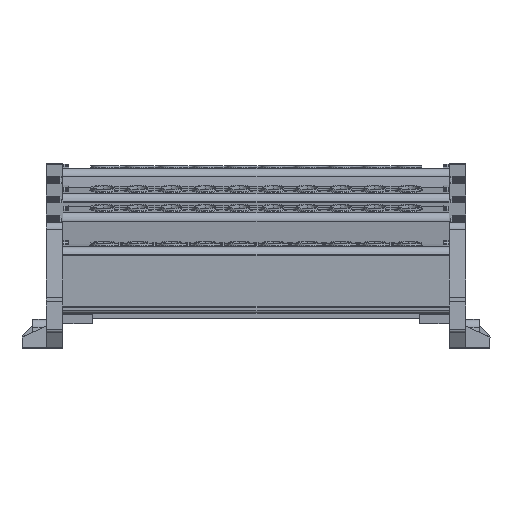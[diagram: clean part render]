
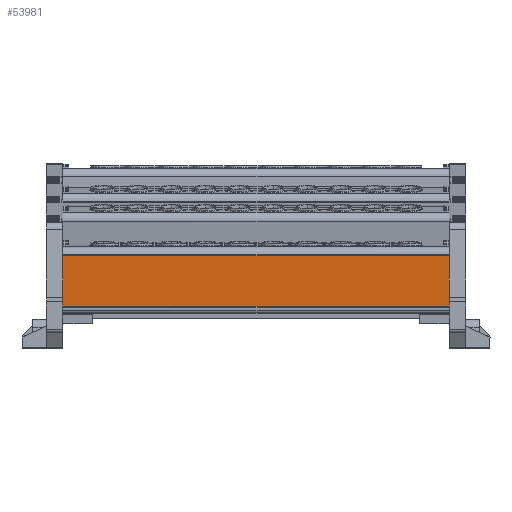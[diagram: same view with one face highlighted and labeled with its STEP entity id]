
A CAD part, top view. The second image highlights one B-rep face of the part: STEP entity #53981.
In plain terms, the highlighted planar face has unit normal (0, -0.07, 0.998).
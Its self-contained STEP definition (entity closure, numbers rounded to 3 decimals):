
#20660 = CARTESIAN_POINT ( 'NONE',  ( -1413.91, 702.616, 2358.861 ) ) ;
#20685 = CARTESIAN_POINT ( 'NONE',  ( -1413.91, 709.231, 2359.324 ) ) ;
#20698 = CARTESIAN_POINT ( 'NONE',  ( -1413.91, 696.002, 2358.399 ) ) ;
#20709 = CARTESIAN_POINT ( 'NONE',  ( -1413.91, 715.846, 2359.787 ) ) ;
#53981 = ADVANCED_FACE ( 'NONE', ( #78460 ), #78454, .T. ) ;
#55575 = VECTOR ( 'NONE', #117636, 1000. ) ;
#57001 = AXIS2_PLACEMENT_3D ( 'NONE', #78428, #78437, #78485 ) ;
#58631 = VERTEX_POINT ( 'NONE', #99600 ) ;
#58655 = VERTEX_POINT ( 'NONE', #99602 ) ;
#71010 = CARTESIAN_POINT ( 'NONE',  ( -1271.31, 696.002, 2358.399 ) ) ;
#71069 = CARTESIAN_POINT ( 'NONE',  ( -1413.91, 696.002, 2358.399 ) ) ;
#78428 = CARTESIAN_POINT ( 'NONE',  ( -1303.282, 707.502, 2359.203 ) ) ;
#78437 = DIRECTION ( 'NONE',  ( 0., -0.07, 0.998 ) ) ;
#78454 = PLANE ( 'NONE',  #57001 ) ;
#78460 = FACE_OUTER_BOUND ( 'NONE', #178876, .T. ) ;
#78485 = DIRECTION ( 'NONE',  ( 0., -0.998, -0.07 ) ) ;
#80251 = VECTOR ( 'NONE', #82928, 1000. ) ;
#82855 = CARTESIAN_POINT ( 'NONE',  ( -1303.282, 715.846, 2359.787 ) ) ;
#82926 = LINE ( 'NONE', #82855, #80251 ) ;
#82928 = DIRECTION ( 'NONE',  ( 1., 0., 0. ) ) ;
#84738 = EDGE_CURVE ( 'NONE', #150670, #150522, #117675, .T. ) ;
#87435 = EDGE_CURVE ( 'NONE', #150522, #58631, #125778, .T. ) ;
#97359 = EDGE_CURVE ( 'NONE', #150670, #58655, #122738, .T. ) ;
#99600 = CARTESIAN_POINT ( 'NONE',  ( -1271.31, 715.846, 2359.787 ) ) ;
#99602 = CARTESIAN_POINT ( 'NONE',  ( -1413.91, 715.846, 2359.787 ) ) ;
#117636 = DIRECTION ( 'NONE',  ( 1., 0., 0. ) ) ;
#117675 = LINE ( 'NONE', #117683, #55575 ) ;
#117683 = CARTESIAN_POINT ( 'NONE',  ( -1303.282, 696.002, 2358.399 ) ) ;
#122738 = B_SPLINE_CURVE_WITH_KNOTS ( 'NONE', 3,
 ( #20698, #20660, #20685, #20709 ),
 .UNSPECIFIED., .F., .F.,
 ( 4, 4 ),
 ( 0., 1. ),
 .UNSPECIFIED. ) ;
#123332 = ORIENTED_EDGE ( 'NONE', *, *, #87435, .T. ) ;
#123362 = ORIENTED_EDGE ( 'NONE', *, *, #97359, .F. ) ;
#123399 = ORIENTED_EDGE ( 'NONE', *, *, #181306, .F. ) ;
#123470 = ORIENTED_EDGE ( 'NONE', *, *, #84738, .T. ) ;
#125778 = B_SPLINE_CURVE_WITH_KNOTS ( 'NONE', 3,
 ( #174588, #174626, #174593, #174633 ),
 .UNSPECIFIED., .F., .F.,
 ( 4, 4 ),
 ( 0., 1. ),
 .UNSPECIFIED. ) ;
#150522 = VERTEX_POINT ( 'NONE', #71010 ) ;
#150670 = VERTEX_POINT ( 'NONE', #71069 ) ;
#174588 = CARTESIAN_POINT ( 'NONE',  ( -1271.31, 696.002, 2358.399 ) ) ;
#174593 = CARTESIAN_POINT ( 'NONE',  ( -1271.31, 709.231, 2359.324 ) ) ;
#174626 = CARTESIAN_POINT ( 'NONE',  ( -1271.31, 702.616, 2358.861 ) ) ;
#174633 = CARTESIAN_POINT ( 'NONE',  ( -1271.31, 715.846, 2359.787 ) ) ;
#178876 = EDGE_LOOP ( 'NONE', ( #123332, #123399, #123362, #123470 ) ) ;
#181306 = EDGE_CURVE ( 'NONE', #58655, #58631, #82926, .T. ) ;
